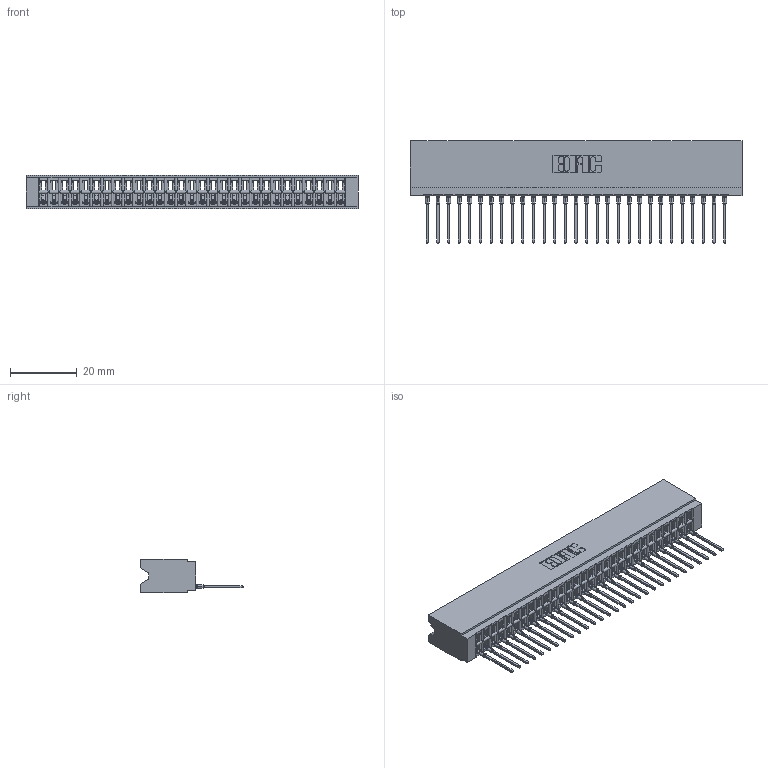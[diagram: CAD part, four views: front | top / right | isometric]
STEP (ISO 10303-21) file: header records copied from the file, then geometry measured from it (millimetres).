
FILE_DESCRIPTION (( 'STEP AP203' ), '1' );
FILE_NAME ('746-029-540-106.STEP', '2026-02-28T00:23:07', ( '' ), ( '' ), 'SwSTEP 2.0', 'SolidWorks 2023', '' );
FILE_SCHEMA (( 'CONFIG_CONTROL_DESIGN' ));
Length unit declared in the file: millimetre
Products named in the file (3): 746-029-540-106; 746-292-001_540; 746 Part_.515 Slot Depth - 06
Assembly tree (30 placements, depth 2):
  746-029-540-106
    746 Part_.515 Slot Depth - 06
    746-292-001_540  x29
Bounding box: 99.31 x 30.59 x 9.91 mm (x, y, z)
Volume: 10509.3 mm3; surface area: 15729.8 mm2
Topology: 30 solids, 30 shells, 3230 faces, 9168 edges, 5888 vertices
Faces by surface type: plane 1883, cylinder 593, bspline 580, torus 174
Entity records: 45675 total; most frequent: CARTESIAN_POINT 9349, ORIENTED_EDGE 7976, DIRECTION 6624, EDGE_CURVE 3988, VECTOR 3514, LINE 3514, VERTEX_POINT 2640, AXIS2_PLACEMENT_3D 1555
